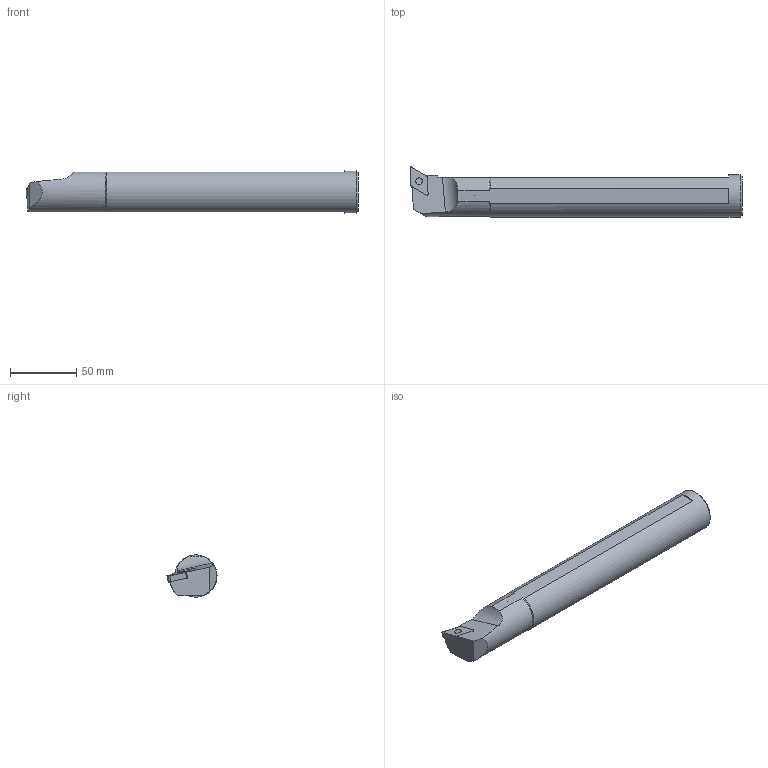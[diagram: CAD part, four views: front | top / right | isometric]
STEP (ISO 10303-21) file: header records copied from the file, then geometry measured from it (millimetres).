
FILE_DESCRIPTION(/* description */ (''),/* implementation_level */ '2;1');
FILE_NAME(/* name */ 'A32SPDUNL15_SIM.stp',/* time_stamp */ '2022-11-21T07:58:14+01:00',/* author */ (''),/* organization */ (''),/* preprocessor_version */ 'ST-DEVELOPER v18.102',/* originating_system */ 'SIEMENS PLM Software NX 2027',/* authorisation */ '');
FILE_SCHEMA (('AUTOMOTIVE_DESIGN { 1 0 10303 214 3 1 1 1 }'));
Length unit declared in the file: millimetre
Products named in the file (1): model1
Bounding box: 251.42 x 37.93 x 32 mm (x, y, z)
Volume: 185503.6 mm3; surface area: 26578.7 mm2
Topology: 2 solids, 2 shells, 39 faces, 98 edges, 65 vertices
Faces by surface type: plane 20, cylinder 12, cone 5, torus 2
Full cylindrical faces by diameter (mm): 0.001 x1, 0.01 x1, 5.16 x1, 32 x1
Entity records: 1248 total; most frequent: CARTESIAN_POINT 294, DIRECTION 193, ORIENTED_EDGE 184, EDGE_CURVE 92, AXIS2_PLACEMENT_3D 76, VERTEX_POINT 64, EDGE_LOOP 48, LINE 41
